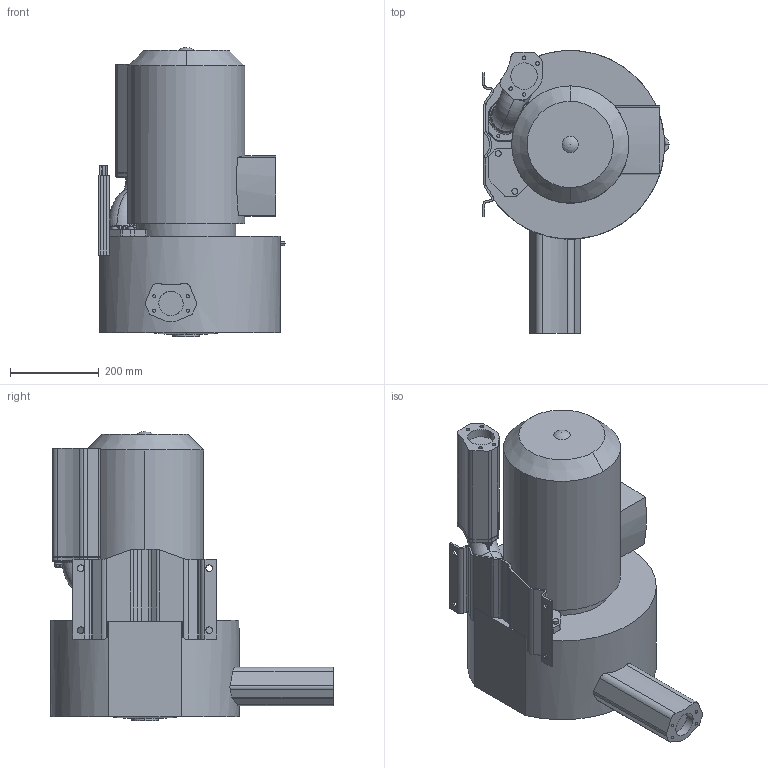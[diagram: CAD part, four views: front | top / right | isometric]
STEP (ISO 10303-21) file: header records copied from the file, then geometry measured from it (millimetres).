
FILE_DESCRIPTION (( 'STEP AP203' ), '1' );
FILE_NAME ('2rb720-1HQ57.STEP', '2025-10-24T00:55:38', ( '' ), ( '' ), 'SwSTEP 2.0', 'SolidWorks 2025', '' );
FILE_SCHEMA (( 'CONFIG_CONTROL_DESIGN' ));
Length unit declared in the file: millimetre
Products named in the file (1): 2rb720-1HQ57
Bounding box: 420.12 x 638.43 x 652.95 mm (x, y, z)
Volume: 58583408.4 mm3; surface area: 1356876.1 mm2
Topology: 1 solids, 8 shells, 479 faces, 1247 edges, 802 vertices
Faces by surface type: cylinder 196, plane 126, torus 83, bspline 53, cone 13, sphere 8
Entity records: 28947 total; most frequent: CARTESIAN_POINT 18347, ORIENTED_EDGE 2472, DIRECTION 1770, EDGE_CURVE 1236, VERTEX_POINT 800, AXIS2_PLACEMENT_3D 684, B_SPLINE_CURVE_WITH_KNOTS 537, EDGE_LOOP 518
